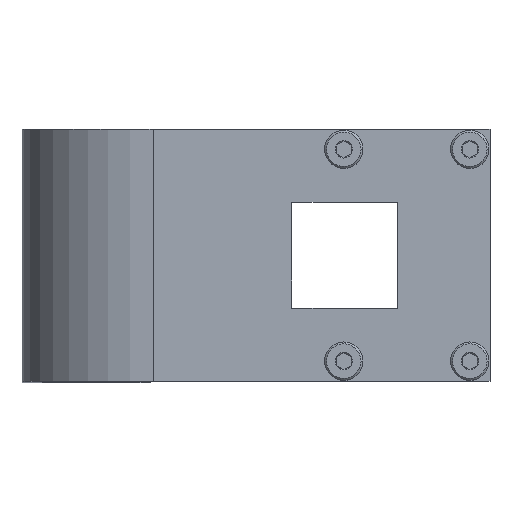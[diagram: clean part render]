
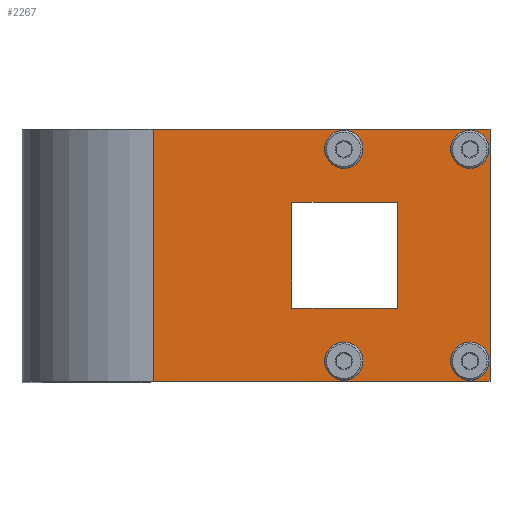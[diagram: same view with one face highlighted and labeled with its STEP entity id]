
A CAD part, top view. The second image highlights one B-rep face of the part: STEP entity #2267.
In plain terms, the highlighted planar face has unit normal (0, 0, 1).
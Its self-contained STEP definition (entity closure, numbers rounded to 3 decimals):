
#48=FACE_BOUND('',#388,.T.);
#49=FACE_BOUND('',#389,.T.);
#50=FACE_BOUND('',#390,.T.);
#51=FACE_BOUND('',#391,.T.);
#52=FACE_BOUND('',#392,.T.);
#89=PLANE('',#2465);
#252=FACE_OUTER_BOUND('',#387,.T.);
#387=EDGE_LOOP('',(#2007,#2008,#2009,#2010));
#388=EDGE_LOOP('',(#2011,#2012,#2013,#2014));
#389=EDGE_LOOP('',(#2015));
#390=EDGE_LOOP('',(#2016));
#391=EDGE_LOOP('',(#2017));
#392=EDGE_LOOP('',(#2018));
#441=CIRCLE('',#2445,1.1);
#443=CIRCLE('',#2448,1.1);
#445=CIRCLE('',#2451,1.1);
#447=CIRCLE('',#2454,1.1);
#668=LINE('',#9368,#813);
#672=LINE('',#9376,#817);
#675=LINE('',#9382,#820);
#678=LINE('',#9387,#823);
#709=LINE('',#9478,#854);
#710=LINE('',#9480,#855);
#711=LINE('',#9482,#856);
#712=LINE('',#9483,#857);
#813=VECTOR('',#2832,10.);
#817=VECTOR('',#2838,10.);
#820=VECTOR('',#2843,10.);
#823=VECTOR('',#2848,10.);
#854=VECTOR('',#2937,10.);
#855=VECTOR('',#2938,10.);
#856=VECTOR('',#2939,10.);
#857=VECTOR('',#2940,10.);
#1034=VERTEX_POINT('',#9366);
#1035=VERTEX_POINT('',#9367);
#1038=VERTEX_POINT('',#9375);
#1040=VERTEX_POINT('',#9381);
#1050=VERTEX_POINT('',#9411);
#1052=VERTEX_POINT('',#9417);
#1054=VERTEX_POINT('',#9423);
#1056=VERTEX_POINT('',#9429);
#1071=VERTEX_POINT('',#9476);
#1072=VERTEX_POINT('',#9477);
#1073=VERTEX_POINT('',#9479);
#1074=VERTEX_POINT('',#9481);
#1339=EDGE_CURVE('',#1034,#1035,#668,.T.);
#1343=EDGE_CURVE('',#1035,#1038,#672,.T.);
#1346=EDGE_CURVE('',#1038,#1040,#675,.T.);
#1349=EDGE_CURVE('',#1040,#1034,#678,.T.);
#1361=EDGE_CURVE('',#1050,#1050,#441,.T.);
#1364=EDGE_CURVE('',#1052,#1052,#443,.T.);
#1367=EDGE_CURVE('',#1054,#1054,#445,.T.);
#1370=EDGE_CURVE('',#1056,#1056,#447,.T.);
#1393=EDGE_CURVE('',#1071,#1072,#709,.T.);
#1394=EDGE_CURVE('',#1073,#1072,#710,.T.);
#1395=EDGE_CURVE('',#1074,#1073,#711,.T.);
#1396=EDGE_CURVE('',#1074,#1071,#712,.T.);
#2007=ORIENTED_EDGE('',*,*,#1393,.T.);
#2008=ORIENTED_EDGE('',*,*,#1394,.F.);
#2009=ORIENTED_EDGE('',*,*,#1395,.F.);
#2010=ORIENTED_EDGE('',*,*,#1396,.T.);
#2011=ORIENTED_EDGE('',*,*,#1346,.T.);
#2012=ORIENTED_EDGE('',*,*,#1349,.T.);
#2013=ORIENTED_EDGE('',*,*,#1339,.T.);
#2014=ORIENTED_EDGE('',*,*,#1343,.T.);
#2015=ORIENTED_EDGE('',*,*,#1361,.T.);
#2016=ORIENTED_EDGE('',*,*,#1364,.T.);
#2017=ORIENTED_EDGE('',*,*,#1367,.T.);
#2018=ORIENTED_EDGE('',*,*,#1370,.T.);
#2267=ADVANCED_FACE('',(#252,#48,#49,#50,#51,#52),#89,.T.);
#2445=AXIS2_PLACEMENT_3D('',#9412,#2872,#2873);
#2448=AXIS2_PLACEMENT_3D('',#9418,#2879,#2880);
#2451=AXIS2_PLACEMENT_3D('',#9424,#2886,#2887);
#2454=AXIS2_PLACEMENT_3D('',#9430,#2893,#2894);
#2465=AXIS2_PLACEMENT_3D('',#9475,#2935,#2936);
#2832=DIRECTION('',(0.,-1.,0.));
#2838=DIRECTION('',(-1.,0.,0.));
#2843=DIRECTION('',(0.,1.,0.));
#2848=DIRECTION('',(1.,0.,0.));
#2872=DIRECTION('center_axis',(0.,0.,
-1.));
#2873=DIRECTION('ref_axis',(-1.,0.,0.));
#2879=DIRECTION('center_axis',(0.,0.,
-1.));
#2880=DIRECTION('ref_axis',(-1.,0.,0.));
#2886=DIRECTION('center_axis',(0.,0.,
-1.));
#2887=DIRECTION('ref_axis',(-1.,0.,0.));
#2893=DIRECTION('center_axis',(0.,0.,
-1.));
#2894=DIRECTION('ref_axis',(-1.,0.,0.));
#2935=DIRECTION('center_axis',(0.,0.,
1.));
#2936=DIRECTION('ref_axis',(-1.,0.,0.));
#2937=DIRECTION('',(1.,0.,0.));
#2938=DIRECTION('',(0.,-1.,0.));
#2939=DIRECTION('',(1.,0.,0.));
#2940=DIRECTION('',(0.,-1.,0.));
#9366=CARTESIAN_POINT('',(25.254,110.777,84.165));
#9367=CARTESIAN_POINT('',(25.254,100.277,84.165));
#9368=CARTESIAN_POINT('',(25.254,109.152,84.165));
#9375=CARTESIAN_POINT('',(14.754,100.277,84.165));
#9376=CARTESIAN_POINT('',(24.579,100.277,84.165));
#9381=CARTESIAN_POINT('',(14.754,110.777,84.165));
#9382=CARTESIAN_POINT('',(14.754,114.402,84.165));
#9387=CARTESIAN_POINT('',(29.829,110.777,84.165));
#9411=CARTESIAN_POINT('',(33.504,116.027,84.165));
#9412=CARTESIAN_POINT('Origin',(32.404,116.027,84.165));
#9417=CARTESIAN_POINT('',(33.504,95.027,84.165));
#9418=CARTESIAN_POINT('Origin',(32.404,95.027,84.165));
#9423=CARTESIAN_POINT('',(21.004,116.027,84.165));
#9424=CARTESIAN_POINT('Origin',(19.904,116.027,84.165));
#9429=CARTESIAN_POINT('',(21.004,95.027,84.165));
#9430=CARTESIAN_POINT('Origin',(19.904,95.027,84.165));
#9475=CARTESIAN_POINT('Origin',(34.404,118.027,84.165));
#9476=CARTESIAN_POINT('',(1.,93.027,84.165));
#9477=CARTESIAN_POINT('',(34.404,93.027,84.165));
#9478=CARTESIAN_POINT('',(22.803,93.027,84.165));
#9479=CARTESIAN_POINT('',(34.404,118.027,84.165));
#9480=CARTESIAN_POINT('',(34.404,118.027,84.165));
#9481=CARTESIAN_POINT('',(1.,118.027,84.165));
#9482=CARTESIAN_POINT('',(1.,118.027,84.165));
#9483=CARTESIAN_POINT('',(1.,118.027,84.165));
